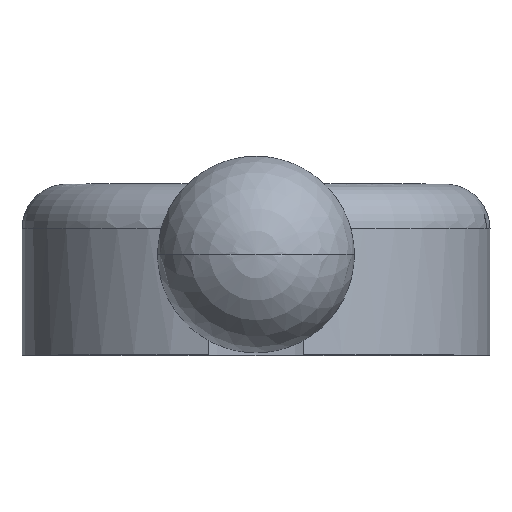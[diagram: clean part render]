
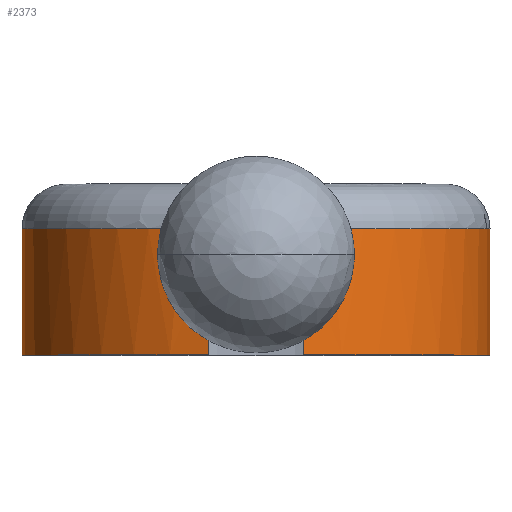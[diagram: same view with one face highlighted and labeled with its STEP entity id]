
A CAD part, top view. The second image highlights one B-rep face of the part: STEP entity #2373.
In plain terms, the highlighted cylindrical face has radius 41.275 mm (diameter 82.55 mm), a partial arc.
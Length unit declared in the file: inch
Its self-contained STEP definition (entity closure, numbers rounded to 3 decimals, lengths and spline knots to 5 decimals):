
#587=DIRECTION('',(0.,1.,0.));
#588=VECTOR('',#587,0.688);
#589=CARTESIAN_POINT('',(0.328,-0.242,1.59155));
#590=LINE('',#589,#588);
#595=DIRECTION('',(0.,1.,0.));
#596=VECTOR('',#595,0.688);
#597=CARTESIAN_POINT('',(-0.328,-0.242,1.59155));
#598=LINE('',#597,#596);
#607=CARTESIAN_POINT('',(0.,0.635,0.));
#608=DIRECTION('',(0.,-1.,0.));
#609=DIRECTION('',(-1.,0.,0.));
#610=AXIS2_PLACEMENT_3D('',#607,#608,#609);
#612=CARTESIAN_POINT('',(0.,0.635,0.));
#613=DIRECTION('',(0.,1.,0.));
#614=DIRECTION('',(-1.,0.,0.));
#615=AXIS2_PLACEMENT_3D('',#612,#613,#614);
#617=CARTESIAN_POINT('',(-0.328,0.446,1.59155));
#618=CARTESIAN_POINT('',(-0.328,0.45715,1.59155));
#619=CARTESIAN_POINT('',(-0.32687,0.47933,
1.59179));
#620=CARTESIAN_POINT('',(-0.32179,0.5124,
1.59282));
#621=CARTESIAN_POINT('',(-0.31335,0.54485,
1.59451));
#622=CARTESIAN_POINT('',(-0.30161,0.57637,
1.59678));
#623=CARTESIAN_POINT('',(-0.28662,0.60667,
1.59955));
#624=CARTESIAN_POINT('',(-0.27461,0.62573,
1.60164));
#625=CARTESIAN_POINT('',(-0.26807,0.635,1.60274));
#627=CARTESIAN_POINT('',(0.,-0.242,0.));
#628=DIRECTION('',(0.,-1.,0.));
#629=DIRECTION('',(-0.202,0.,0.979));
#630=AXIS2_PLACEMENT_3D('',#627,#628,#629);
#632=CARTESIAN_POINT('',(0.26807,0.635,1.60274));
#633=CARTESIAN_POINT('',(0.27461,0.62573,1.60164));
#634=CARTESIAN_POINT('',(0.28662,0.60667,1.59955));
#635=CARTESIAN_POINT('',(0.30161,0.57637,1.59678));
#636=CARTESIAN_POINT('',(0.31335,0.54485,1.59451));
#637=CARTESIAN_POINT('',(0.32179,0.5124,1.59282));
#638=CARTESIAN_POINT('',(0.32687,0.47933,1.59179));
#639=CARTESIAN_POINT('',(0.328,0.45715,1.59155));
#640=CARTESIAN_POINT('',(0.328,0.446,1.59155));
#642=CARTESIAN_POINT('',(0.,0.635,0.));
#643=DIRECTION('',(0.,1.,0.));
#644=DIRECTION('',(0.165,0.,0.986));
#645=AXIS2_PLACEMENT_3D('',#642,#643,#644);
#1540=CARTESIAN_POINT('',(-1.625,0.635,0.));
#1542=VERTEX_POINT('',#1540);
#1548=CARTESIAN_POINT('',(1.625,0.635,0.));
#1550=VERTEX_POINT('',#1548);
#1552=CARTESIAN_POINT('',(0.328,-0.242,1.59155));
#1554=VERTEX_POINT('',#1552);
#1556=CARTESIAN_POINT('',(-0.328,-0.242,1.59155));
#1558=VERTEX_POINT('',#1556);
#1559=CARTESIAN_POINT('',(0.328,0.446,1.59155));
#1561=VERTEX_POINT('',#1559);
#1563=CARTESIAN_POINT('',(-0.328,0.446,1.59155));
#1565=VERTEX_POINT('',#1563);
#1569=VERTEX_POINT('',#625);
#1570=VERTEX_POINT('',#632);
#2355=CARTESIAN_POINT('',(0.,-0.3014,0.));
#2356=DIRECTION('',(0.,1.,0.));
#2357=DIRECTION('',(1.,0.,0.));
#2358=AXIS2_PLACEMENT_3D('',#2355,#2356,#2357);
#2359=CYLINDRICAL_SURFACE('',#2358,1.625);
#2361=ORIENTED_EDGE('',*,*,#2360,.F.);
#2363=ORIENTED_EDGE('',*,*,#2362,.T.);
#2364=ORIENTED_EDGE('',*,*,#2333,.F.);
#2365=ORIENTED_EDGE('',*,*,#2348,.F.);
#2366=ORIENTED_EDGE('',*,*,#2300,.T.);
#2367=ORIENTED_EDGE('',*,*,#2317,.T.);
#2368=ORIENTED_EDGE('',*,*,#2337,.F.);
#2370=ORIENTED_EDGE('',*,*,#2369,.T.);
#2371=EDGE_LOOP('',(#2361,#2363,#2364,#2365,#2366,#2367,#2368,#2370));
#2372=FACE_OUTER_BOUND('',#2371,.F.);
#611=CIRCLE('',#610,1.625);
#616=CIRCLE('',#615,1.625);
#626=B_SPLINE_CURVE_WITH_KNOTS('',3,(#617,#618,#619,#620,#621,#622,#623,#624,
#625),.UNSPECIFIED.,.F.,.F.,(4,1,1,1,1,1,4),(0.,0.16667,
0.33333,0.5,0.66667,0.83333,1.),
.UNSPECIFIED.);
#631=CIRCLE('',#630,1.625);
#641=B_SPLINE_CURVE_WITH_KNOTS('',3,(#632,#633,#634,#635,#636,#637,#638,#639,
#640),.UNSPECIFIED.,.F.,.F.,(4,1,1,1,1,1,4),(0.,0.16667,
0.33333,0.5,0.66667,0.83333,1.),
.UNSPECIFIED.);
#646=CIRCLE('',#645,1.625);
#2300=EDGE_CURVE('',#1558,#1554,#631,.T.);
#2317=EDGE_CURVE('',#1554,#1561,#590,.T.);
#2333=EDGE_CURVE('',#1565,#1569,#626,.T.);
#2337=EDGE_CURVE('',#1570,#1561,#641,.T.);
#2348=EDGE_CURVE('',#1558,#1565,#598,.T.);
#2360=EDGE_CURVE('',#1542,#1550,#611,.T.);
#2362=EDGE_CURVE('',#1542,#1569,#616,.T.);
#2369=EDGE_CURVE('',#1570,#1550,#646,.T.);
#2373=ADVANCED_FACE('',(#2372),#2359,.T.);
